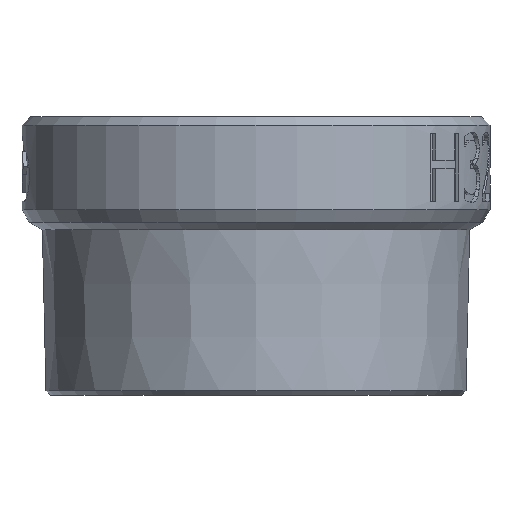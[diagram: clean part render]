
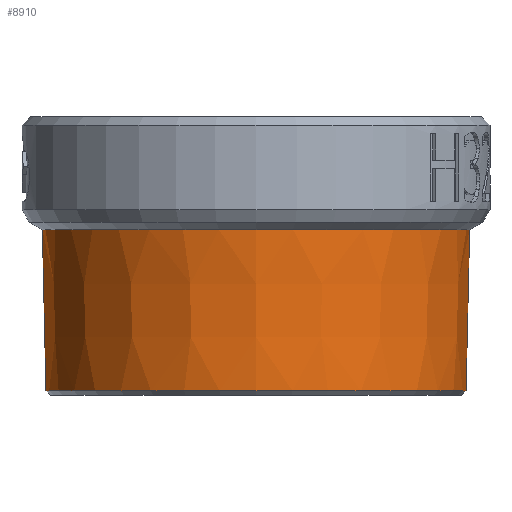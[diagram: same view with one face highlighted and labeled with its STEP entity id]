
A CAD part, left-side view. The second image highlights one B-rep face of the part: STEP entity #8910.
In plain terms, the highlighted conical face has half-angle 1.273 degrees and reference radius 25.2 mm.
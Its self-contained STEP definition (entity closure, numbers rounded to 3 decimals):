
#1924=AXIS2_PLACEMENT_3D('Circle Axis2P3D',#1922,#1923,$) ;
#6381=AXIS2_PLACEMENT_3D('Circle Axis2P3D',#6379,#6380,$) ;
#8892=AXIS2_PLACEMENT_3D('Cone Axis2P3D',#8889,#8890,#8891) ;
#1888=CARTESIAN_POINT('Vertex',(0.,-24.911,0.5)) ;
#1902=CARTESIAN_POINT('Vertex',(0.,24.911,0.5)) ;
#1922=CARTESIAN_POINT('Axis2P3D Location',(0.,0.,0.5)) ;
#4701=CARTESIAN_POINT('Vertex',(0.,25.336,19.606)) ;
#4713=CARTESIAN_POINT('Vertex',(0.,-25.336,19.606)) ;
#6379=CARTESIAN_POINT('Axis2P3D Location',(0.,0.,19.606)) ;
#8889=CARTESIAN_POINT('Axis2P3D Location',(0.,0.,13.5)) ;
#8894=CARTESIAN_POINT('Line Origine',(0.,111096.286,4998212.389)) ;
#8899=CARTESIAN_POINT('Line Origine',(0.,-111096.286,4998212.389)) ;
#1923=DIRECTION('Axis2P3D Direction',(0.,0.,1.)) ;
#6380=DIRECTION('Axis2P3D Direction',(-0.,0.,1.)) ;
#8890=DIRECTION('Axis2P3D Direction',(-0.,-0.,1.)) ;
#8891=DIRECTION('Axis2P3D XDirection',(0.,-1.,0.)) ;
#8895=DIRECTION('Vector Direction',(0.,0.022,1.)) ;
#8900=DIRECTION('Vector Direction',(0.,-0.022,1.)) ;
#8896=VECTOR('Line Direction',#8895,1.) ;
#8901=VECTOR('Line Direction',#8900,1.) ;
#8905=ORIENTED_EDGE('',*,*,#8898,.F.) ;
#8906=ORIENTED_EDGE('',*,*,#1926,.F.) ;
#8907=ORIENTED_EDGE('',*,*,#8903,.F.) ;
#8908=ORIENTED_EDGE('',*,*,#6383,.T.) ;
#8910=ADVANCED_FACE('PartBody',(#8909),#8893,.T.) ;
#1925=CIRCLE('generated circle',#1924,24.911) ;
#6382=CIRCLE('generated circle',#6381,25.336) ;
#8893=CONICAL_SURFACE('Cone',#8892,25.2,0.022) ;
#1926=EDGE_CURVE('',#1889,#1903,#1925,.F.) ;
#6383=EDGE_CURVE('',#4714,#4702,#6382,.F.) ;
#8898=EDGE_CURVE('',#1903,#4702,#8897,.T.) ;
#8903=EDGE_CURVE('',#4714,#1889,#8902,.F.) ;
#8904=EDGE_LOOP('',(#8905,#8906,#8907,#8908)) ;
#8909=FACE_OUTER_BOUND('',#8904,.T.) ;
#8897=LINE('Line',#8894,#8896) ;
#8902=LINE('Line',#8899,#8901) ;
#1889=VERTEX_POINT('',#1888) ;
#1903=VERTEX_POINT('',#1902) ;
#4702=VERTEX_POINT('',#4701) ;
#4714=VERTEX_POINT('',#4713) ;
